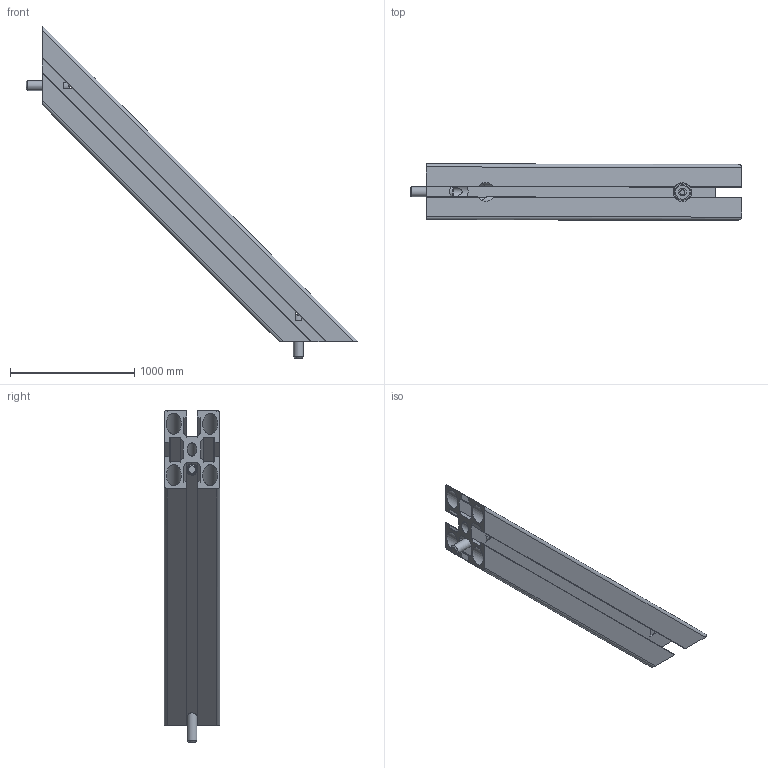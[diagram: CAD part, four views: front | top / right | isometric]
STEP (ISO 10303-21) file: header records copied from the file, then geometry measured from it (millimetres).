
FILE_DESCRIPTION(/* description */ (''),/* implementation_level */ '2;1');
FILE_NAME(/* name */ '40-34545-1.stp',/* time_stamp */ '2025-02-11T08:33:48-05:00',/* author */ ('jmurphy'),/* organization */ (''),/* preprocessor_version */ 'ST-DEVELOPER v18.1',/* originating_system */ 'AutoCAD Mechanical',/* authorisation */ '');
FILE_SCHEMA (('AUTOMOTIVE_DESIGN { 1 0 10303 214 3 1 1 }'));
Length unit declared in the file: centimetre
Products named in the file (2): Product; ACADMENU
Assembly tree (4 placements, depth 2):
  Product
    ACADMENU  x4
Bounding box: 2675.58 x 450 x 2675.58 mm (x, y, z)
Volume: 254445846.9 mm3; surface area: 16244217 mm2
Topology: 3 solids, 3 shells, 153 faces, 457 edges, 304 vertices
Faces by surface type: plane 90, cylinder 59, cone 2, torus 2
Full cylindrical faces by diameter (mm): 40 x2, 75 x3, 80 x2, 90 x2, 120 x4, 130 x2, 150 x2
Entity records: 5884 total; most frequent: CARTESIAN_POINT 1588, ORIENTED_EDGE 914, DIRECTION 875, EDGE_CURVE 457, VERTEX_POINT 304, AXIS2_PLACEMENT_3D 295, LINE 285, VECTOR 285
